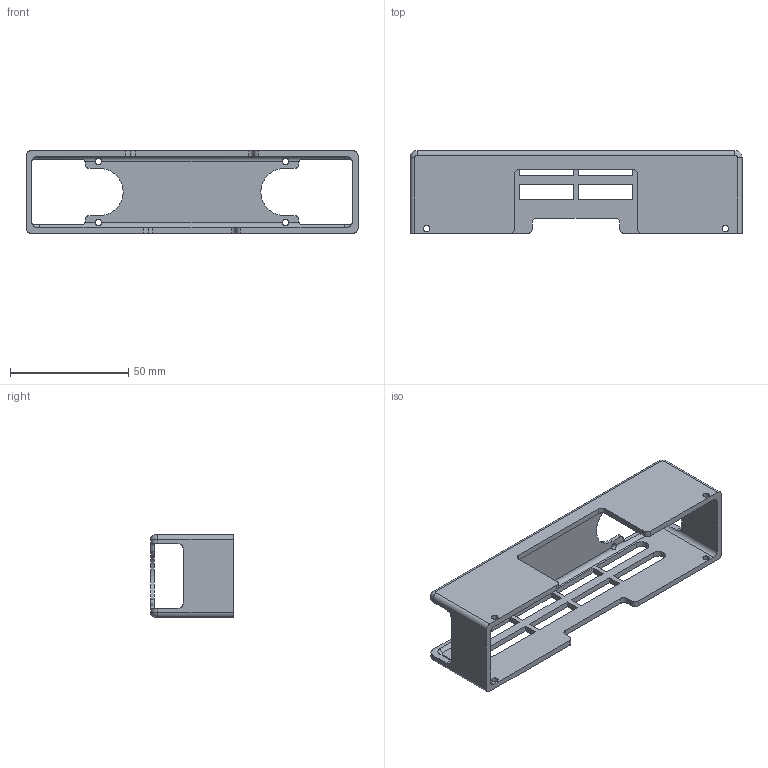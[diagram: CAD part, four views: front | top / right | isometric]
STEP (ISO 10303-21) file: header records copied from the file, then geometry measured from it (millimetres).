
FILE_DESCRIPTION (( 'STEP AP214' ), '1' );
FILE_NAME ('krytka.STEP', '2024-04-19T03:30:28', ( '' ), ( '' ), 'SwSTEP 2.0', 'SolidWorks 2022', '' );
FILE_SCHEMA (( 'AUTOMOTIVE_DESIGN' ));
Length unit declared in the file: millimetre
Products named in the file (1): krytka
Bounding box: 140.15 x 35 x 34.85 mm (x, y, z)
Volume: 23986.7 mm3; surface area: 23472 mm2
Topology: 1 solids, 1 shells, 128 faces, 386 edges, 252 vertices
Faces by surface type: cylinder 60, plane 60, torus 8
Entity records: 4580 total; most frequent: CARTESIAN_POINT 915, ORIENTED_EDGE 772, DIRECTION 760, EDGE_CURVE 386, AXIS2_PLACEMENT_3D 257, VERTEX_POINT 252, VECTOR 246, LINE 246
